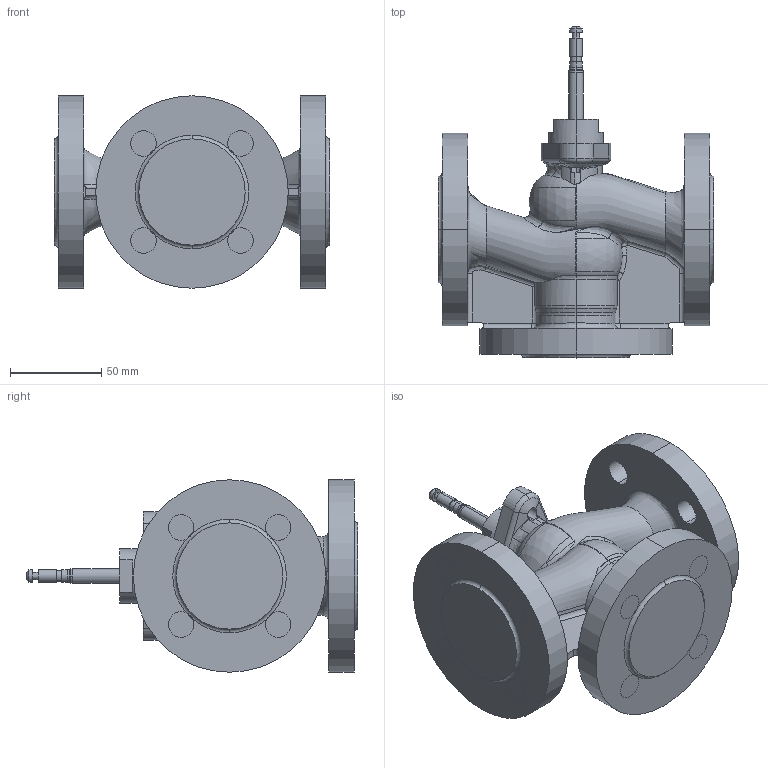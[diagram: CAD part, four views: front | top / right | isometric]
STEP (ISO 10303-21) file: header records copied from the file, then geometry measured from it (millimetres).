
FILE_DESCRIPTION (( 'STEP AP203' ), '1' );
FILE_NAME ('316_DN20_DEF.STEP', '2012-02-23T09:02:11', ( 'test' ), ( '' ), 'SwSTEP 2.0', 'SolidWorks 2011', '' );
FILE_SCHEMA (( 'CONFIG_CONTROL_DESIGN' ));
Products named in the file (1): 316_DN20_DEF
Bounding box: 150.45 x 181.54 x 105.31 mm (x, y, z)
Volume: 642109.4 mm3; surface area: 101743.7 mm2
Topology: 1 solids, 1 shells, 270 faces, 765 edges, 517 vertices
Faces by surface type: cylinder 92, torus 55, plane 50, bspline 47, cone 16, sphere 10
Entity records: 80196 total; most frequent: CARTESIAN_POINT 73604, ORIENTED_EDGE 1520, DIRECTION 1201, EDGE_CURVE 760, AXIS2_PLACEMENT_3D 525, VERTEX_POINT 515, CIRCLE 301, EDGE_LOOP 295
